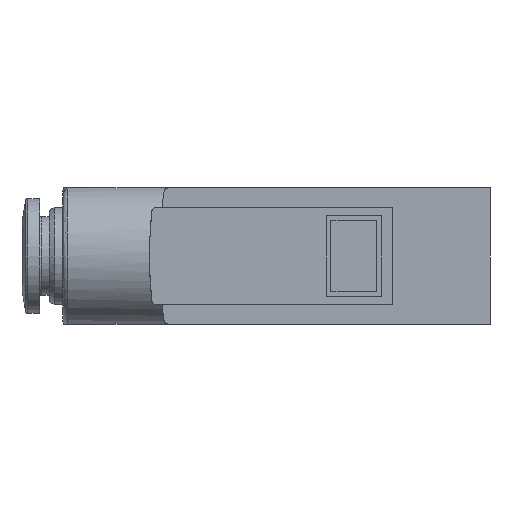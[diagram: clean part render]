
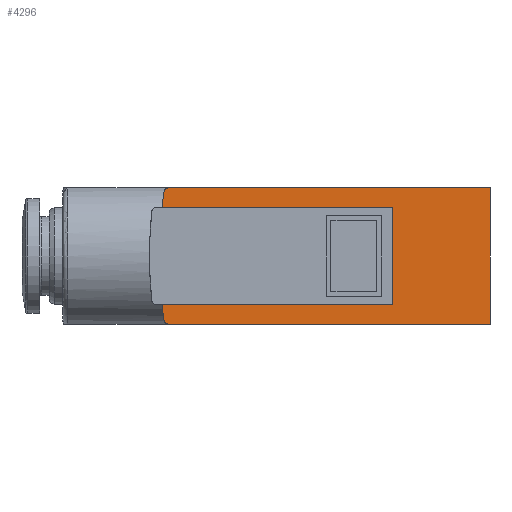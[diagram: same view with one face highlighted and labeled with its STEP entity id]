
A CAD part, left-side view. The second image highlights one B-rep face of the part: STEP entity #4296.
In plain terms, the highlighted planar face has unit normal (-1, 0, 0).
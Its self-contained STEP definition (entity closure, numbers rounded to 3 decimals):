
#226=CIRCLE('',#4569,44.);
#227=CIRCLE('',#4574,0.5);
#229=CIRCLE('',#4579,44.);
#230=CIRCLE('',#4581,0.5);
#1033=ORIENTED_EDGE('',*,*,#1496,.F.);
#1034=ORIENTED_EDGE('',*,*,#1495,.T.);
#1035=ORIENTED_EDGE('',*,*,#1507,.T.);
#1036=ORIENTED_EDGE('',*,*,#1476,.T.);
#1037=ORIENTED_EDGE('',*,*,#1480,.F.);
#1038=ORIENTED_EDGE('',*,*,#1488,.F.);
#1039=ORIENTED_EDGE('',*,*,#1486,.F.);
#1040=ORIENTED_EDGE('',*,*,#1482,.F.);
#1041=ORIENTED_EDGE('',*,*,#1485,.F.);
#1042=ORIENTED_EDGE('',*,*,#1498,.F.);
#1476=EDGE_CURVE('',#1799,#1798,#2076,.T.);
#1480=EDGE_CURVE('',#1801,#1798,#226,.T.);
#1482=EDGE_CURVE('',#1802,#1803,#2081,.T.);
#1485=EDGE_CURVE('',#1804,#1802,#2084,.T.);
#1486=EDGE_CURVE('',#1803,#1805,#2085,.T.);
#1488=EDGE_CURVE('',#1805,#1801,#227,.T.);
#1495=EDGE_CURVE('',#1808,#1810,#2092,.T.);
#1496=EDGE_CURVE('',#1808,#1811,#229,.T.);
#1498=EDGE_CURVE('',#1811,#1804,#230,.T.);
#1507=EDGE_CURVE('',#1810,#1799,#2096,.T.);
#1798=VERTEX_POINT('',#6367);
#1799=VERTEX_POINT('',#6369);
#1801=VERTEX_POINT('',#6375);
#1802=VERTEX_POINT('',#6379);
#1803=VERTEX_POINT('',#6381);
#1804=VERTEX_POINT('',#6385);
#1805=VERTEX_POINT('',#6389);
#1808=VERTEX_POINT('',#6401);
#1810=VERTEX_POINT('',#6405);
#1811=VERTEX_POINT('',#6409);
#2076=LINE('',#6368,#2364);
#2081=LINE('',#6380,#2369);
#2084=LINE('',#6386,#2372);
#2085=LINE('',#6388,#2373);
#2092=LINE('',#6406,#2380);
#2096=LINE('',#6438,#2384);
#2364=VECTOR('',#5363,1000.);
#2369=VECTOR('',#5374,1000.);
#2372=VECTOR('',#5379,1000.);
#2373=VECTOR('',#5382,1000.);
#2380=VECTOR('',#5399,1000.);
#2384=VECTOR('',#5445,1000.);
#2609=EDGE_LOOP('',(#1033,#1034,#1035,#1036,#1037,#1038,#1039,#1040,#1041,
#1042));
#2824=FACE_BOUND('',#2609,.T.);
#2927=PLANE('',#4598);
#4296=ADVANCED_FACE('',(#2824),#2927,.F.);
#4569=AXIS2_PLACEMENT_3D('',#6376,#5369,#5370);
#4574=AXIS2_PLACEMENT_3D('',#6392,#5386,#5387);
#4579=AXIS2_PLACEMENT_3D('',#6408,#5402,#5403);
#4581=AXIS2_PLACEMENT_3D('',#6412,#5407,#5408);
#4598=AXIS2_PLACEMENT_3D('',#6437,#5443,#5444);
#5363=DIRECTION('',(0.,1.,0.));
#5369=DIRECTION('',(1.,0.,0.));
#5370=DIRECTION('',(0.,0.,-1.));
#5374=DIRECTION('',(0.,0.,-1.));
#5379=DIRECTION('',(0.,-1.,0.));
#5382=DIRECTION('',(0.,1.,0.));
#5386=DIRECTION('',(1.,0.,0.));
#5387=DIRECTION('',(0.,0.,-1.));
#5399=DIRECTION('',(0.,-1.,0.));
#5402=DIRECTION('',(1.,0.,0.));
#5403=DIRECTION('',(0.,0.,-1.));
#5407=DIRECTION('',(1.,0.,0.));
#5408=DIRECTION('',(0.,0.,-1.));
#5443=DIRECTION('',(1.,0.,0.));
#5444=DIRECTION('',(0.,0.,-1.));
#5445=DIRECTION('',(0.,0.,-1.));
#6367=CARTESIAN_POINT('',(-20.9,33.715,-5.));
#6368=CARTESIAN_POINT('',(-20.9,10.,-5.));
#6369=CARTESIAN_POINT('',(-20.9,10.,-5.));
#6375=CARTESIAN_POINT('',(-20.9,33.506,-6.575));
#6376=CARTESIAN_POINT('',(-20.9,-10.,0.));
#6379=CARTESIAN_POINT('',(-20.9,0.,7.));
#6380=CARTESIAN_POINT('',(-20.9,0.,7.));
#6381=CARTESIAN_POINT('',(-20.9,0.,-7.));
#6385=CARTESIAN_POINT('',(-20.9,33.012,7.));
#6386=CARTESIAN_POINT('',(-20.9,33.012,7.));
#6388=CARTESIAN_POINT('',(-20.9,0.,-7.));
#6389=CARTESIAN_POINT('',(-20.9,33.012,-7.));
#6392=CARTESIAN_POINT('',(-20.9,33.012,-6.5));
#6401=CARTESIAN_POINT('',(-20.9,33.715,5.));
#6405=CARTESIAN_POINT('',(-20.9,10.,5.));
#6406=CARTESIAN_POINT('',(-20.9,34.267,5.));
#6408=CARTESIAN_POINT('',(-20.9,-10.,0.));
#6409=CARTESIAN_POINT('',(-20.9,33.506,6.575));
#6412=CARTESIAN_POINT('',(-20.9,33.012,6.5));
#6437=CARTESIAN_POINT('',(-20.9,33.012,6.5));
#6438=CARTESIAN_POINT('',(-20.9,10.,5.));
